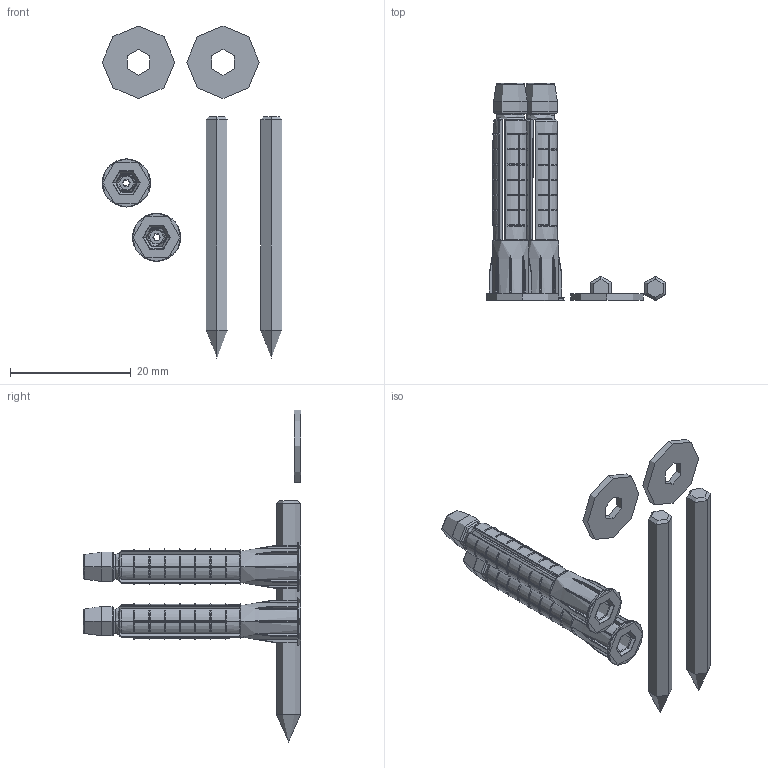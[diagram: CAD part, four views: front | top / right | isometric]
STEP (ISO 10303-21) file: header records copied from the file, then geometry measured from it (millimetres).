
FILE_DESCRIPTION (( 'STEP AP203' ), '1' );
FILE_NAME ('HN-BF40.STEP', '2021-04-23T09:55:50', ( '' ), ( '' ), 'SwSTEP 2.0', 'SolidWorks 2018', '' );
FILE_SCHEMA (( 'CONFIG_CONTROL_DESIGN' ));
Length unit declared in the file: millimetre
Products named in the file (11): 040-HN-X Teil2; 040-HN-X Teil2_040-HN-X Teil2; 040-HN-X Teil4; 040-HN-X Teil3_040-HN-X Teil3; HN-BF40; 040-HN-X Teil3; 040-HN-X Teil4_040-HN-X Teil4
Assembly tree (8 placements, depth 2):
  040-HN-X Teil4
  040-HN-X Teil4
  HN-BF40
    040-HN-X Teil2_040-HN-X Teil2  x2
    040-HN-X Teil3_040-HN-X Teil3  x2
    040-HN-X Teil4_040-HN-X Teil4  x2
  HN-BF40
    040-HN-X Teil2
    040-HN-X Teil2
  040-HN-X Teil3
Bounding box: 29.73 x 36 x 55 mm (x, y, z)
Volume: 2239.2 mm3; surface area: 3847.8 mm2
Topology: 6 solids, 6 shells, 1310 faces, 3434 edges, 2106 vertices
Faces by surface type: cylinder 366, torus 286, plane 226, cone 204, bspline 180, sphere 48
Entity records: 27239 total; most frequent: CARTESIAN_POINT 11200, ORIENTED_EDGE 3384, DIRECTION 2925, EDGE_CURVE 1692, AXIS2_PLACEMENT_3D 1249, VERTEX_POINT 1043, CIRCLE 670, EDGE_LOOP 665
